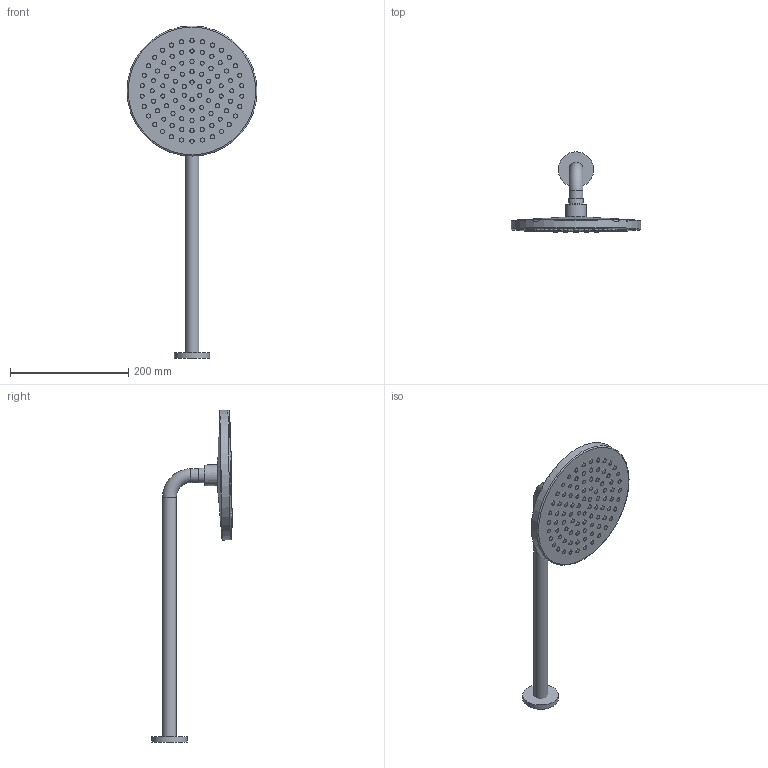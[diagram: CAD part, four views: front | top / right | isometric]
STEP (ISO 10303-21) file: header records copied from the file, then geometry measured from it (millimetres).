
FILE_DESCRIPTION (( 'STEP AP203' ), '1' );
FILE_NAME ('28649970-00.STEP', '2019-07-16T12:35:08', ( '' ), ( '' ), 'SwSTEP 2.0', 'SolidWorks 2017', '' );
FILE_SCHEMA (( 'CONFIG_CONTROL_DESIGN' ));
Length unit declared in the file: millimetre
Products named in the file (8): Planungsmodell_Einsatz-+-09.12.01.081.90-01; Planungsmodell_Rohr_abgewinkel-+-09.11.06.063.94-01_ _K19_21x410x13x91; Planungsmodell_Deckel-+-09.11.01.132.90-01_K1; Planungsmodell_Rohr_gerade-+-28.568.780-10_ _K36_25x10; Planungsmodell_Rohr_gerade-+-28.568.780-10_ _K155_35x31,75; Planungsmodell_Rohr_gerade-+-28.568.780-10_ _K254_220x15,50; 28649970-00; Planungsmodell_Rosette_rund-+-36.104.820-01_ _K32_60x9
Assembly tree (7 placements, depth 2):
  28649970-00
    Planungsmodell_Rohr_gerade-+-28.568.780-10_ _K254_220x15,50
    Planungsmodell_Rosette_rund-+-36.104.820-01_ _K32_60x9
    Planungsmodell_Einsatz-+-09.12.01.081.90-01
    Planungsmodell_Rohr_abgewinkel-+-09.11.06.063.94-01_ _K19_21x410x13x91
    Planungsmodell_Deckel-+-09.11.01.132.90-01_K1
    Planungsmodell_Rohr_gerade-+-28.568.780-10_ _K36_25x10
    Planungsmodell_Rohr_gerade-+-28.568.780-10_ _K155_35x31,75
Bounding box: 220 x 136.54 x 562.11 mm (x, y, z)
Volume: 1125839.1 mm3; surface area: 277816.7 mm2
Topology: 7 solids, 7 shells, 211 faces, 314 edges, 207 vertices
Faces by surface type: plane 104, cylinder 97, torus 7, cone 3
Full cylindrical faces by diameter (mm): 7 x90, 23.5 x2, 25 x1, 35 x1, 60 x1, 184 x1, 220 x1
Entity records: 5004 total; most frequent: DIRECTION 850, CARTESIAN_POINT 629, AXIS2_PLACEMENT_3D 425, EDGE_LOOP 408, ORIENTED_EDGE 408, FACE_OUTER_BOUND 315, ADVANCED_FACE 211, EDGE_CURVE 204
